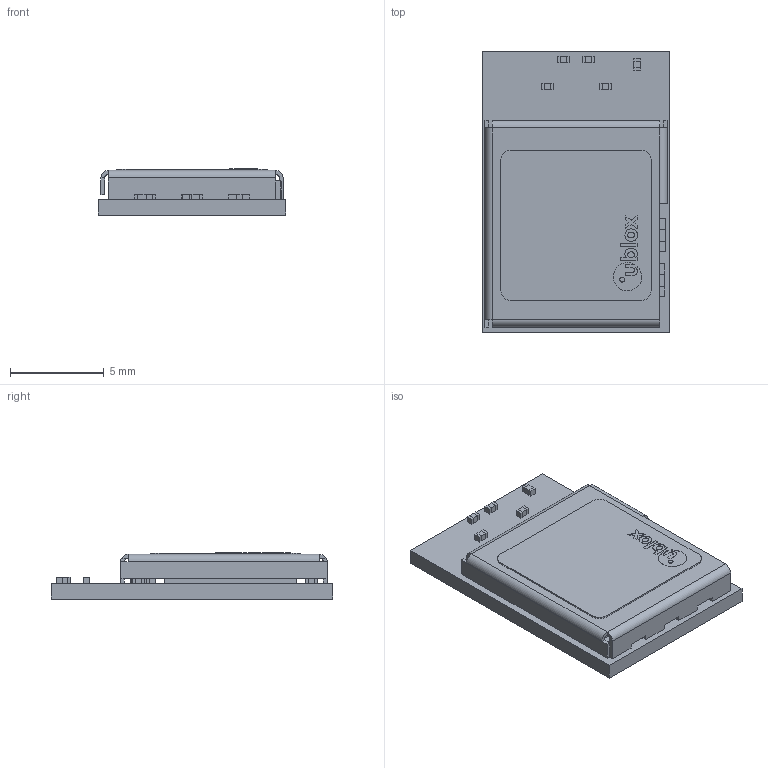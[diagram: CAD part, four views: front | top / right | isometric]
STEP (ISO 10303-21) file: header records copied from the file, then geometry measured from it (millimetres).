
FILE_DESCRIPTION(('Open CASCADE Model'),'2;1');
FILE_NAME('Open CASCADE Shape Model','2023-08-10T11:24:27',('Author'),( 'Open CASCADE'),'Open CASCADE STEP processor 7.5','Open CASCADE 7.5' ,'Unknown');
FILE_SCHEMA(('AUTOMOTIVE_DESIGN { 1 0 10303 214 1 1 1 1 }'));
Length unit declared in the file: millimetre
Products named in the file (116): PCB; Board; Open CASCADE STEP translator 7.5 1.1.1; L2; 2606971267232; Extruded; 2606971267392; 2606971267552; L1; C25; 2606969544128; 2606969543968; 2606969543808; C13; 2606971263472; 2606971263312; 2606971263152; C10; 2606971266832; 2606971266592; L3; 2606971265312; 2606971265072; C6; 2606971268032; 2606971268512; U1; 2606971268832; Cylinder; 2606971268672; E1; label_with_logo_8x8; label_8x8; logo_full_4mm; logo_x_4mm; logo_o_4mm; logo_l_4mm; logo_b_4mm; logo_u_4mm; NINA-B5 Shieldcan ...
Assembly tree (183 placements, depth 5):
  PCB
    Board
      Open CASCADE STEP translator 7.5 1.1.1
    L2
      2606971267232
        Extruded
      2606971267392
        Extruded
      2606971267552
        Extruded
    L1
      2606971267552
        Extruded
      2606971267392
        Extruded
      2606971267232
        Extruded
    C25
      2606969544128
        Extruded
      2606969543968
        Extruded
      2606969543808
        Extruded
    C13
      2606971263472
        Extruded
      2606971263312
        Extruded
      2606971263152
        Extruded
    C10
      2606971266832  x2
        Extruded
      2606971266592
        Extruded
    L3
      2606971265312  x2
        Extruded
      2606971265072
        Extruded
    C6
      2606971268032  x2
        Extruded
      2606971268512
        Extruded
    U1
      2606971268832
        Cylinder
      2606971268672
        Extruded
    E1
      label_with_logo_8x8
        label_8x8
        logo_full_4mm
          logo_x_4mm
          logo_o_4mm
          logo_l_4mm
          logo_b_4mm
          logo_u_4mm
Bounding box: 10 x 15 x 2.46 mm (x, y, z)
Volume: 210.1 mm3; surface area: 995.8 mm2
Topology: 110 solids, 110 shells, 819 faces, 1763 edges, 1164 vertices
Faces by surface type: plane 750, bspline 55, cylinder 14
Full cylindrical faces by diameter (mm): 0.6 x1, 0.8 x1
Entity records: 14671 total; most frequent: CARTESIAN_POINT 2877, DIRECTION 1949, ORIENTED_EDGE 1894, EDGE_CURVE 947, LINE 805, VECTOR 805, VERTEX_POINT 620, AXIS2_PLACEMENT_3D 572
